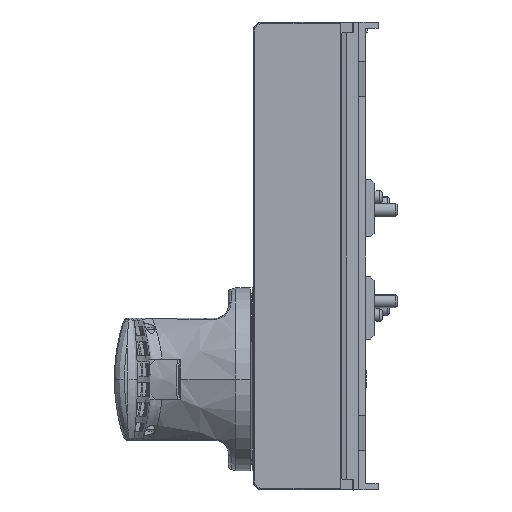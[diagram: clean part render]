
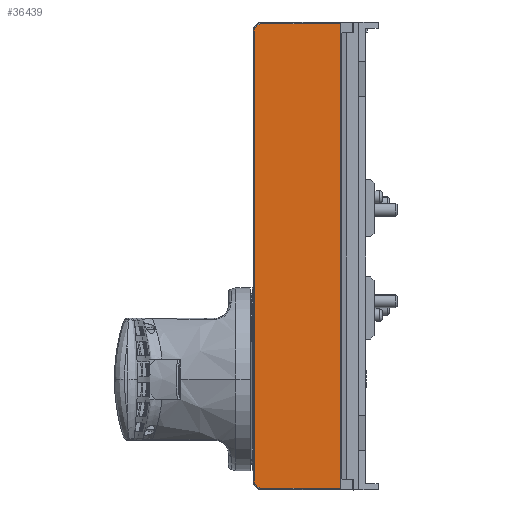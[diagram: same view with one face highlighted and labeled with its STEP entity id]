
A CAD part, left-side view. The second image highlights one B-rep face of the part: STEP entity #36439.
In plain terms, the highlighted planar face has unit normal (-1, 0.009, 0).
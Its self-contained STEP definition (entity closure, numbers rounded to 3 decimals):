
#1058=CARTESIAN_POINT('',(-52.996,88.746,22.93));
#9807=CARTESIAN_POINT('',(-52.996,88.746,
-115.93));
#9824=DIRECTION('',(0.,0.,-1.));
#9825=VECTOR('',#9824,138.86);
#9826=CARTESIAN_POINT('',(-52.996,88.746,22.93));
#9827=LINE('',#9826,#9825);
#9828=DIRECTION('',(0.009,1.,0.009));
#9829=VECTOR('',#9828,23.527);
#9830=CARTESIAN_POINT('',(-52.996,88.746,
-115.93));
#9831=LINE('',#9830,#9829);
#9832=CARTESIAN_POINT('',(-52.791,112.253,
-113.525));
#9833=DIRECTION('',(1.,-0.009,0.));
#9834=DIRECTION('',(0.,0.009,-1.));
#9835=AXIS2_PLACEMENT_3D('',#9832,#9833,#9834);
#9837=DIRECTION('',(0.,0.,1.));
#9838=VECTOR('',#9837,134.05);
#9839=CARTESIAN_POINT('',(-52.771,114.453,
-113.525));
#9840=LINE('',#9839,#9838);
#9841=CARTESIAN_POINT('',(-52.791,112.253,20.525));
#9842=DIRECTION('',(1.,-0.009,0.));
#9843=DIRECTION('',(0.009,1.,0.));
#9844=AXIS2_PLACEMENT_3D('',#9841,#9842,#9843);
#9846=DIRECTION('',(-0.009,-1.,0.009));
#9847=VECTOR('',#9846,23.527);
#9848=CARTESIAN_POINT('',(-52.79,112.272,22.725));
#9849=LINE('',#9848,#9847);
#19191=CARTESIAN_POINT('',(-52.771,114.453,
-113.525));
#19192=VERTEX_POINT('',#19191);
#19193=CARTESIAN_POINT('',(-52.79,112.272,
-115.725));
#19194=VERTEX_POINT('',#19193);
#19197=CARTESIAN_POINT('',(-52.771,114.453,
20.525));
#19198=VERTEX_POINT('',#19197);
#19201=CARTESIAN_POINT('',(-52.79,112.272,
22.725));
#19202=VERTEX_POINT('',#19201);
#19203=VERTEX_POINT('',#1058);
#21788=VERTEX_POINT('',#9807);
#36426=CARTESIAN_POINT('',(-52.884,101.6,
-46.5));
#36427=DIRECTION('',(1.,-0.009,0.));
#36428=DIRECTION('',(0.,0.,-1.));
#36429=AXIS2_PLACEMENT_3D('',#36426,#36427,#36428);
#36430=PLANE('',#36429);
#36431=ORIENTED_EDGE('',*,*,#24436,.T.);
#36432=ORIENTED_EDGE('',*,*,#36421,.T.);
#36433=ORIENTED_EDGE('',*,*,#24348,.T.);
#36434=ORIENTED_EDGE('',*,*,#24364,.T.);
#36435=ORIENTED_EDGE('',*,*,#24404,.T.);
#36436=ORIENTED_EDGE('',*,*,#24417,.T.);
#36437=EDGE_LOOP('',(#36431,#36432,#36433,#36434,#36435,#36436));
#36438=FACE_OUTER_BOUND('',#36437,.F.);
#9836=CIRCLE('',#9835,2.2);
#9845=CIRCLE('',#9844,2.2);
#24348=EDGE_CURVE('',#19194,#19192,#9836,.T.);
#24364=EDGE_CURVE('',#19192,#19198,#9840,.T.);
#24404=EDGE_CURVE('',#19198,#19202,#9845,.T.);
#24417=EDGE_CURVE('',#19202,#19203,#9849,.T.);
#24436=EDGE_CURVE('',#19203,#21788,#9827,.T.);
#36421=EDGE_CURVE('',#21788,#19194,#9831,.T.);
#36439=ADVANCED_FACE('',(#36438),#36430,.F.);
